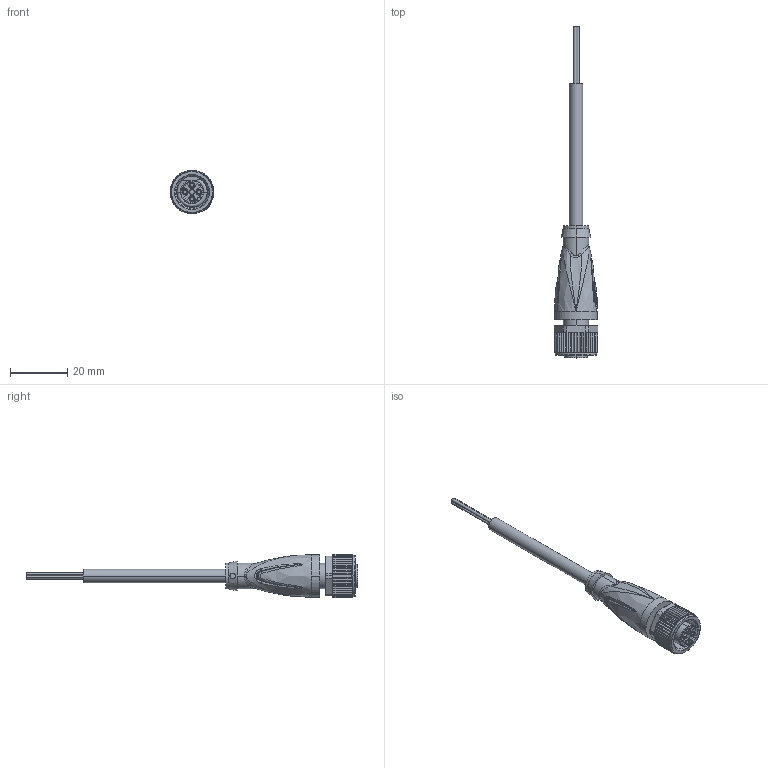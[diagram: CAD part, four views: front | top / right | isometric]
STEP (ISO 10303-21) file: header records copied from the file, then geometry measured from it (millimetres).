
FILE_DESCRIPTION(('STEP AP214'),'1');
FILE_NAME('cctmp_E4A579D2-437E-4863-A597-04F53C7FF60A_2022_04_27_10_40_00_0002..stp','2022-04-27T08:40:04',('KiM GmbH'),('CADClick - www.CADClick.com'),'Spatial InterOp 3D postprocessed',' ','unknown authorization');
FILE_SCHEMA(('AUTOMOTIVE_DESIGN'));
Length unit declared in the file: millimetre
Products named in the file (8): T195152_1; Connection2; Cable; Connection1; Connection1_3; Connection1_2; Connection1_1; T195152
Assembly tree (7 placements, depth 4):
  T195152
    T195152_1
      Connection2
      Cable
      Connection1
        Connection1_3
        Connection1_2
        Connection1_1
Bounding box: 15.4 x 116.4 x 15.37 mm (x, y, z)
Volume: 7017 mm3; surface area: 5420.9 mm2
Topology: 8 solids, 28 shells, 1110 faces, 2836 edges, 1785 vertices
Faces by surface type: plane 510, cylinder 252, torus 167, bspline 113, cone 64, sphere 4
Entity records: 53981 total; most frequent: CARTESIAN_POINT 24129, ORIENTED_EDGE 5592, DIRECTION 5345, EDGE_CURVE 2818, AXIS2_PLACEMENT_3D 1974, VERTEX_POINT 1785, LINE 1397, VECTOR 1397
